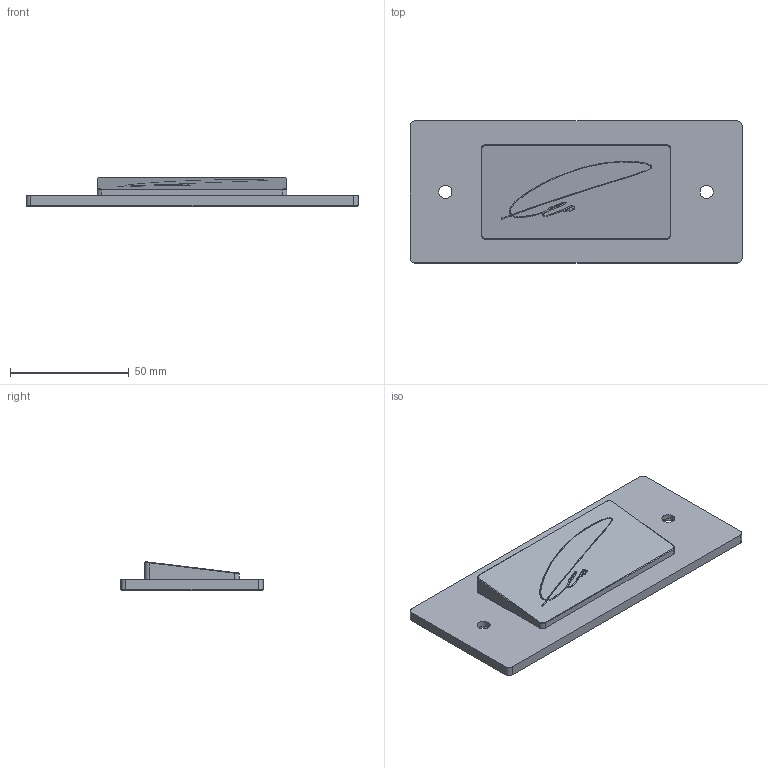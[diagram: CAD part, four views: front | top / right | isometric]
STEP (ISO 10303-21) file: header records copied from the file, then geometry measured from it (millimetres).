
FILE_DESCRIPTION(/* description */ (''),/* implementation_level */ '2;1');
FILE_NAME(/* name */ '38914fca-e816-4582-b346-49d53711efa4.stp',/* time_stamp */ '2020-12-14T00:09:43+00:00',/* author */ (''),/* organization */ (''),/* preprocessor_version */ 'ST-DEVELOPER v18.1',/* originating_system */ 'Autodesk Translation Framework v9.7.1.1290',/* authorisation */ '');
FILE_SCHEMA (('AUTOMOTIVE_DESIGN { 1 0 10303 214 3 1 1 }'));
Length unit declared in the file: millimetre
Products named in the file (2): WEIGHT v2 - USE THIS; Weight
Assembly tree (1 placements, depth 2):
  WEIGHT v2 - USE THIS
    Weight
Bounding box: 139.8 x 59.8 x 12.01 mm (x, y, z)
Volume: 53374.9 mm3; surface area: 19843.2 mm2
Topology: 1 solids, 1 shells, 224 faces, 612 edges, 402 vertices
Faces by surface type: bspline 109, plane 69, cylinder 40, cone 6
Full cylindrical faces by diameter (mm): 5.5 x2
Entity records: 7582 total; most frequent: CARTESIAN_POINT 2833, ORIENTED_EDGE 1224, DIRECTION 703, EDGE_CURVE 612, VERTEX_POINT 402, LINE 303, VECTOR 303, EDGE_LOOP 240
